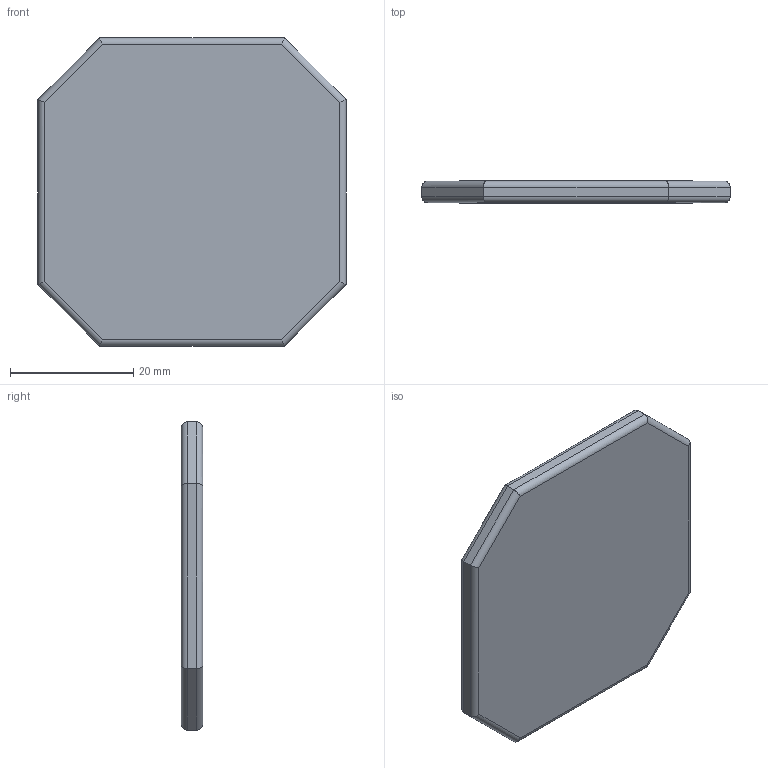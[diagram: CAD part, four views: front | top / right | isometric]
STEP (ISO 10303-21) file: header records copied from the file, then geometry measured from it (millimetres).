
FILE_DESCRIPTION(/* description */ (''),/* implementation_level */ '2;1');
FILE_NAME(/* name */ 'wolf-queen.step',/* time_stamp */ '2022-02-06T01:59:30-06:00',/* author */ (''),/* organization */ (''),/* preprocessor_version */ 'ST-DEVELOPER v18.1',/* originating_system */ 'Autodesk Translation Framework v10.13.0.1454',/* authorisation */ '');
FILE_SCHEMA (('AUTOMOTIVE_DESIGN { 1 0 10303 214 3 1 1 }'));
Length unit declared in the file: millimetre
Products named in the file (1): Untitled
Bounding box: 50 x 3.5 x 50 mm (x, y, z)
Volume: 6730.8 mm3; surface area: 8059.9 mm2
Topology: 10 solids, 10 shells, 126 faces, 298 edges, 194 vertices
Faces by surface type: plane 86, cylinder 30, bspline 10
Full cylindrical faces by diameter (mm): 5.1 x4
Entity records: 5458 total; most frequent: CARTESIAN_POINT 2549, ORIENTED_EDGE 596, DIRECTION 556, EDGE_CURVE 298, LINE 234, VECTOR 234, VERTEX_POINT 194, AXIS2_PLACEMENT_3D 161
